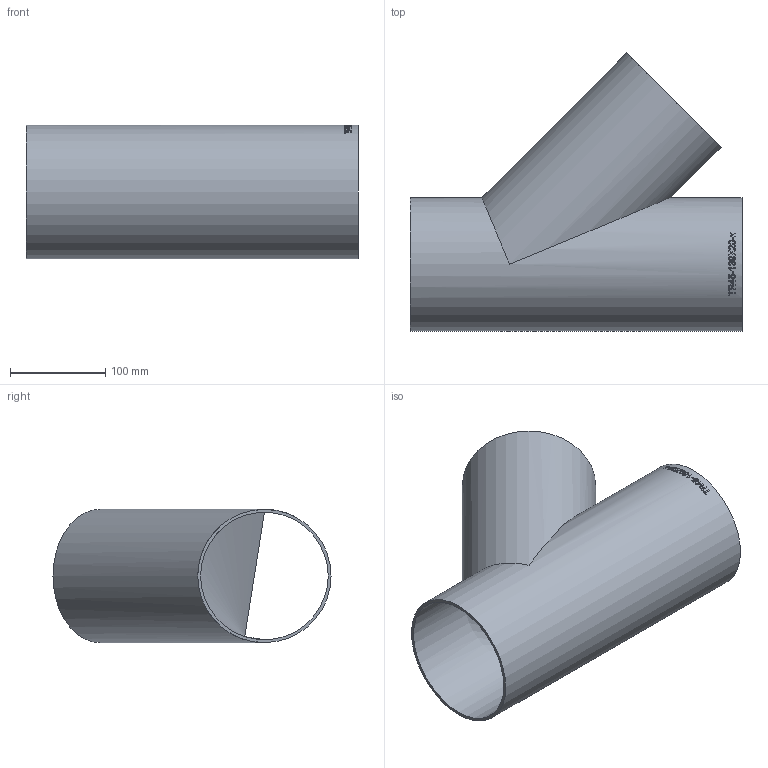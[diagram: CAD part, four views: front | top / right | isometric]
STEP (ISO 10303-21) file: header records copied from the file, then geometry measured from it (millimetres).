
FILE_DESCRIPTION (( 'STEP AP214' ), '1' );
FILE_NAME ('TR45-139X30-x T-Stück 45°geschweisst Ø139,7 L348 1911.STEP', '2019-11-14T10:39:08', ( '' ), ( '' ), 'SwSTEP 2.0', 'SolidWorks 2016', '' );
FILE_SCHEMA (( 'AUTOMOTIVE_DESIGN' ));
Length unit declared in the file: millimetre
Products named in the file (1): TR45-139X30-x T-Stück 45°geschweisst Ø139,7 L348  1911
Bounding box: 348 x 291.52 x 139.7 mm (x, y, z)
Volume: 603706.8 mm3; surface area: 406280.6 mm2
Topology: 1 solids, 1 shells, 182 faces, 495 edges, 330 vertices
Faces by surface type: bspline 101, plane 59, cylinder 22
Full cylindrical faces by diameter (mm): 133.7 x2, 139.7 x2
Entity records: 22698 total; most frequent: CARTESIAN_POINT 17139, ORIENTED_EDGE 962, EDGE_CURVE 481, DIRECTION 393, VERTEX_POINT 324, B_SPLINE_CURVE_WITH_KNOTS 320, EDGE_LOOP 207, FACE_OUTER_BOUND 185
